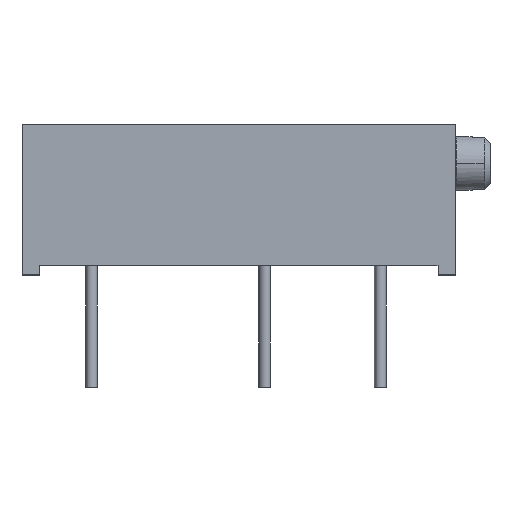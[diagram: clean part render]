
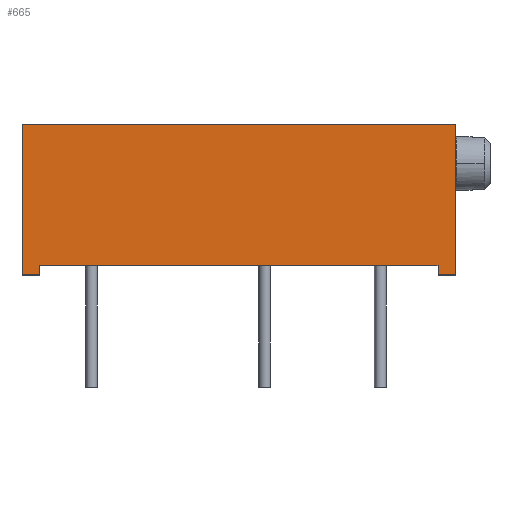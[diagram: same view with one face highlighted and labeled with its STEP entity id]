
A CAD part, top view. The second image highlights one B-rep face of the part: STEP entity #665.
In plain terms, the highlighted planar face has unit normal (0, 0, 1).
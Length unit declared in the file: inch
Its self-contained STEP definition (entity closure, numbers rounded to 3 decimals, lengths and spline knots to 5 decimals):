
#112=DIRECTION('',(0.,-1.,0.));
#113=VECTOR('',#112,0.016);
#114=CARTESIAN_POINT('',(0.345,0.016,0.095));
#115=LINE('',#114,#113);
#174=DIRECTION('',(-1.,0.,0.));
#175=VECTOR('',#174,0.69);
#176=CARTESIAN_POINT('',(0.345,0.016,0.095));
#177=LINE('',#176,#175);
#178=DIRECTION('',(0.,-1.,0.));
#179=VECTOR('',#178,0.016);
#180=CARTESIAN_POINT('',(-0.345,0.016,0.095));
#181=LINE('',#180,#179);
#182=DIRECTION('',(-1.,0.,0.));
#183=VECTOR('',#182,0.03);
#184=CARTESIAN_POINT('',(-0.345,0.,0.095));
#185=LINE('',#184,#183);
#186=DIRECTION('',(0.,-1.,0.));
#187=VECTOR('',#186,0.26);
#188=CARTESIAN_POINT('',(0.375,0.26,0.095));
#189=LINE('',#188,#187);
#190=DIRECTION('',(-1.,0.,0.));
#191=VECTOR('',#190,0.03);
#192=CARTESIAN_POINT('',(0.375,0.,0.095));
#193=LINE('',#192,#191);
#206=DIRECTION('',(0.,-1.,0.));
#207=VECTOR('',#206,0.26);
#208=CARTESIAN_POINT('',(-0.375,0.26,0.095));
#209=LINE('',#208,#207);
#210=DIRECTION('',(-1.,0.,0.));
#211=VECTOR('',#210,0.75);
#212=CARTESIAN_POINT('',(0.375,0.26,0.095));
#213=LINE('',#212,#211);
#335=CARTESIAN_POINT('',(0.345,0.016,0.095));
#336=CARTESIAN_POINT('',(-0.345,0.016,0.095));
#337=VERTEX_POINT('',#335);
#338=VERTEX_POINT('',#336);
#351=CARTESIAN_POINT('',(-0.345,0.,0.095));
#352=VERTEX_POINT('',#351);
#353=CARTESIAN_POINT('',(-0.375,0.,0.095));
#354=VERTEX_POINT('',#353);
#355=CARTESIAN_POINT('',(-0.375,0.26,0.095));
#356=VERTEX_POINT('',#355);
#357=CARTESIAN_POINT('',(0.375,0.26,0.095));
#358=VERTEX_POINT('',#357);
#359=CARTESIAN_POINT('',(0.375,0.,0.095));
#360=VERTEX_POINT('',#359);
#361=CARTESIAN_POINT('',(0.345,0.,0.095));
#362=VERTEX_POINT('',#361);
#646=CARTESIAN_POINT('',(-0.375,0.,0.095));
#647=DIRECTION('',(0.,0.,1.));
#648=DIRECTION('',(1.,0.,0.));
#649=AXIS2_PLACEMENT_3D('',#646,#647,#648);
#650=PLANE('',#649);
#651=ORIENTED_EDGE('',*,*,#619,.T.);
#653=ORIENTED_EDGE('',*,*,#652,.T.);
#655=ORIENTED_EDGE('',*,*,#654,.T.);
#657=ORIENTED_EDGE('',*,*,#656,.F.);
#659=ORIENTED_EDGE('',*,*,#658,.F.);
#660=ORIENTED_EDGE('',*,*,#549,.T.);
#661=ORIENTED_EDGE('',*,*,#570,.T.);
#662=ORIENTED_EDGE('',*,*,#588,.F.);
#663=EDGE_LOOP('',(#651,#653,#655,#657,#659,#660,#661,#662));
#664=FACE_OUTER_BOUND('',#663,.F.);
#665=ADVANCED_FACE('',(#664),#650,.T.);
#549=EDGE_CURVE('',#358,#360,#189,.T.);
#570=EDGE_CURVE('',#360,#362,#193,.T.);
#588=EDGE_CURVE('',#337,#362,#115,.T.);
#619=EDGE_CURVE('',#337,#338,#177,.T.);
#652=EDGE_CURVE('',#338,#352,#181,.T.);
#654=EDGE_CURVE('',#352,#354,#185,.T.);
#656=EDGE_CURVE('',#356,#354,#209,.T.);
#658=EDGE_CURVE('',#358,#356,#213,.T.);
